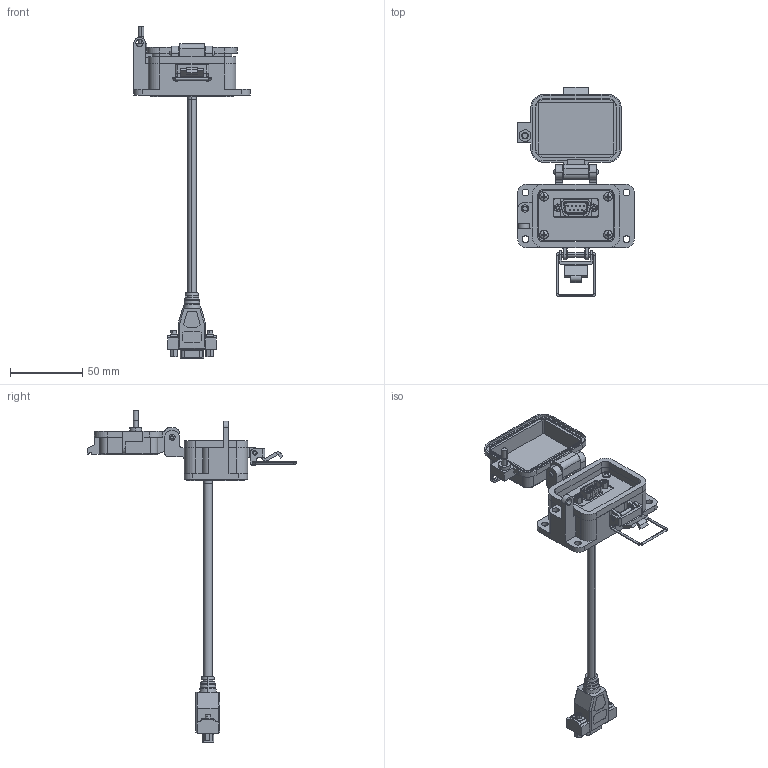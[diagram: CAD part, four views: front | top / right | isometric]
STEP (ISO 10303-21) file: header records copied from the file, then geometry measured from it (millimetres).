
FILE_DESCRIPTION (( 'STEP AP203' ), '1' );
FILE_NAME ('P-P1-B3RX-CXXX_3D.STEP', '2025-04-22T14:13:06', ( '' ), ( '' ), 'SwSTEP 2.0', 'SolidWorks 2024', '' );
FILE_SCHEMA (( 'CONFIG_CONTROL_DESIGN' ));
Length unit declared in the file: millimetre
Products named in the file (9): Z-H-B3_B; Z-000-440316 NUT_95130A110; P-P1-B3RX-CXXX_FP060_1; P1; P-P1-B3RX-CXXX_3D; -B3; 92005A124_METRIC PAN HEAD PHILLIPS MACHINE SCREW_92005A124; Z-000-440316 JACK SCREW_92710A212; P-P1-B3RX-CXXX_BP180_1
Assembly tree (13 placements, depth 3):
  P-P1-B3RX-CXXX_3D
    -B3
      Z-H-B3_B
    P-P1-B3RX-CXXX_BP180_1
    P-P1-B3RX-CXXX_FP060_1
    P1
    Z-000-440316 JACK SCREW_92710A212  x2
    Z-000-440316 NUT_95130A110  x2
    92005A124_METRIC PAN HEAD PHILLIPS MACHINE SCREW_92005A124  x4
Bounding box: 80.57 x 144.93 x 229.59 mm (x, y, z)
Volume: 71906.4 mm3; surface area: 56073.4 mm2
Topology: 30 solids, 30 shells, 2161 faces, 5864 edges, 3824 vertices
Faces by surface type: cylinder 1172, plane 671, bspline 146, cone 136, torus 28, sphere 8
Entity records: 58100 total; most frequent: CARTESIAN_POINT 22488, ORIENTED_EDGE 7670, DIRECTION 6700, EDGE_CURVE 3835, VERTEX_POINT 2506, AXIS2_PLACEMENT_3D 2323, VECTOR 2054, LINE 2054
